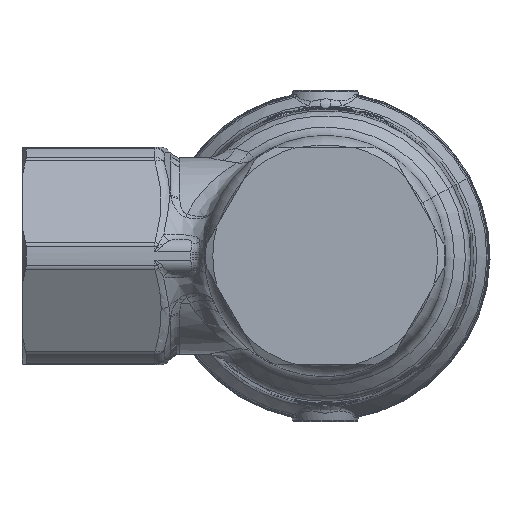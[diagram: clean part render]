
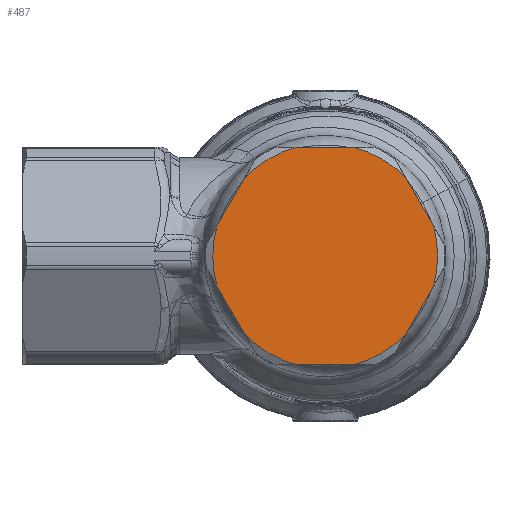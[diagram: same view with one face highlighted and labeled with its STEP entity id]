
A CAD part, front view. The second image highlights one B-rep face of the part: STEP entity #487.
In plain terms, the highlighted planar face has unit normal (0, -1, 0).
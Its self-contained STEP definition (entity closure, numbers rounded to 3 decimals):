
#363=CARTESIAN_POINT('Axis2P3D Location',(0.,-46.,0.)) ;
#367=CARTESIAN_POINT('Vertex',(-15.175,-46.,-4.215)) ;
#369=CARTESIAN_POINT('Vertex',(-15.175,-46.,4.215)) ;
#393=CARTESIAN_POINT('Axis2P3D Location',(-15.75,-46.,0.)) ;
#398=CARTESIAN_POINT('Axis2P3D Location',(0.,-46.,0.)) ;
#402=CARTESIAN_POINT('Vertex',(15.175,-46.,4.215)) ;
#404=CARTESIAN_POINT('Vertex',(15.175,-46.,-4.215)) ;
#407=CARTESIAN_POINT('Line Origine',(13.207,-46.,7.625)) ;
#411=CARTESIAN_POINT('Vertex',(11.238,-46.,11.035)) ;
#414=CARTESIAN_POINT('Axis2P3D Location',(0.,-46.,0.)) ;
#418=CARTESIAN_POINT('Vertex',(3.937,-46.,15.25)) ;
#421=CARTESIAN_POINT('Line Origine',(0.,-46.,15.25)) ;
#425=CARTESIAN_POINT('Vertex',(-3.937,-46.,15.25)) ;
#428=CARTESIAN_POINT('Axis2P3D Location',(0.,-46.,0.)) ;
#432=CARTESIAN_POINT('Vertex',(-11.238,-46.,11.035)) ;
#435=CARTESIAN_POINT('Line Origine',(-13.207,-46.,7.625)) ;
#440=CARTESIAN_POINT('Line Origine',(-13.207,-46.,-7.625)) ;
#444=CARTESIAN_POINT('Vertex',(-11.238,-46.,-11.035)) ;
#447=CARTESIAN_POINT('Axis2P3D Location',(0.,-46.,0.)) ;
#451=CARTESIAN_POINT('Vertex',(-3.937,-46.,-15.25)) ;
#454=CARTESIAN_POINT('Line Origine',(0.,-46.,-15.25)) ;
#458=CARTESIAN_POINT('Vertex',(3.937,-46.,-15.25)) ;
#461=CARTESIAN_POINT('Axis2P3D Location',(0.,-46.,0.)) ;
#465=CARTESIAN_POINT('Vertex',(11.238,-46.,-11.035)) ;
#468=CARTESIAN_POINT('Line Origine',(13.207,-46.,-7.625)) ;
#409=VECTOR('Line Direction',#408,1.) ;
#423=VECTOR('Line Direction',#422,1.) ;
#437=VECTOR('Line Direction',#436,1.) ;
#442=VECTOR('Line Direction',#441,1.) ;
#456=VECTOR('Line Direction',#455,1.) ;
#470=VECTOR('Line Direction',#469,1.) ;
#364=DIRECTION('Axis2P3D Direction',(0.,1.,0.)) ;
#394=DIRECTION('Axis2P3D Direction',(-0.,1.,0.)) ;
#395=DIRECTION('Axis2P3D XDirection',(1.,0.,0.)) ;
#399=DIRECTION('Axis2P3D Direction',(-0.,1.,0.)) ;
#408=DIRECTION('Vector Direction',(-0.5,0.,0.866)) ;
#415=DIRECTION('Axis2P3D Direction',(-0.,1.,0.)) ;
#422=DIRECTION('Vector Direction',(1.,0.,0.)) ;
#429=DIRECTION('Axis2P3D Direction',(-0.,1.,0.)) ;
#436=DIRECTION('Vector Direction',(0.5,0.,0.866)) ;
#441=DIRECTION('Vector Direction',(0.5,0.,-0.866)) ;
#448=DIRECTION('Axis2P3D Direction',(-0.,1.,0.)) ;
#455=DIRECTION('Vector Direction',(-1.,0.,0.)) ;
#462=DIRECTION('Axis2P3D Direction',(-0.,1.,0.)) ;
#469=DIRECTION('Vector Direction',(-0.5,0.,-0.866)) ;
#365=AXIS2_PLACEMENT_3D('Circle Axis2P3D',#363,#364,$) ;
#396=AXIS2_PLACEMENT_3D('Plane Axis2P3D',#393,#394,#395) ;
#400=AXIS2_PLACEMENT_3D('Circle Axis2P3D',#398,#399,$) ;
#416=AXIS2_PLACEMENT_3D('Circle Axis2P3D',#414,#415,$) ;
#430=AXIS2_PLACEMENT_3D('Circle Axis2P3D',#428,#429,$) ;
#449=AXIS2_PLACEMENT_3D('Circle Axis2P3D',#447,#448,$) ;
#463=AXIS2_PLACEMENT_3D('Circle Axis2P3D',#461,#462,$) ;
#410=LINE('Line',#407,#409) ;
#424=LINE('Line',#421,#423) ;
#438=LINE('Line',#435,#437) ;
#443=LINE('Line',#440,#442) ;
#457=LINE('Line',#454,#456) ;
#471=LINE('Line',#468,#470) ;
#366=CIRCLE('generated circle',#365,15.75) ;
#401=CIRCLE('generated circle',#400,15.75) ;
#417=CIRCLE('generated circle',#416,15.75) ;
#431=CIRCLE('generated circle',#430,15.75) ;
#450=CIRCLE('generated circle',#449,15.75) ;
#464=CIRCLE('generated circle',#463,15.75) ;
#397=PLANE('',#396) ;
#371=EDGE_CURVE('',#368,#370,#366,.T.) ;
#406=EDGE_CURVE('',#403,#405,#401,.T.) ;
#413=EDGE_CURVE('',#403,#412,#410,.T.) ;
#420=EDGE_CURVE('',#419,#412,#417,.T.) ;
#427=EDGE_CURVE('',#426,#419,#424,.T.) ;
#434=EDGE_CURVE('',#433,#426,#431,.T.) ;
#439=EDGE_CURVE('',#370,#433,#438,.T.) ;
#446=EDGE_CURVE('',#368,#445,#443,.T.) ;
#453=EDGE_CURVE('',#452,#445,#450,.T.) ;
#460=EDGE_CURVE('',#459,#452,#457,.T.) ;
#467=EDGE_CURVE('',#466,#459,#464,.T.) ;
#472=EDGE_CURVE('',#405,#466,#471,.T.) ;
#474=ORIENTED_EDGE('',*,*,#406,.F.) ;
#475=ORIENTED_EDGE('',*,*,#413,.T.) ;
#476=ORIENTED_EDGE('',*,*,#420,.F.) ;
#477=ORIENTED_EDGE('',*,*,#427,.F.) ;
#478=ORIENTED_EDGE('',*,*,#434,.F.) ;
#479=ORIENTED_EDGE('',*,*,#439,.F.) ;
#480=ORIENTED_EDGE('',*,*,#371,.F.) ;
#481=ORIENTED_EDGE('',*,*,#446,.T.) ;
#482=ORIENTED_EDGE('',*,*,#453,.F.) ;
#483=ORIENTED_EDGE('',*,*,#460,.F.) ;
#484=ORIENTED_EDGE('',*,*,#467,.F.) ;
#485=ORIENTED_EDGE('',*,*,#472,.F.) ;
#473=EDGE_LOOP('',(#474,#475,#476,#477,#478,#479,#480,#481,#482,#483,#484,#485)) ;
#368=VERTEX_POINT('',#367) ;
#370=VERTEX_POINT('',#369) ;
#403=VERTEX_POINT('',#402) ;
#405=VERTEX_POINT('',#404) ;
#412=VERTEX_POINT('',#411) ;
#419=VERTEX_POINT('',#418) ;
#426=VERTEX_POINT('',#425) ;
#433=VERTEX_POINT('',#432) ;
#445=VERTEX_POINT('',#444) ;
#452=VERTEX_POINT('',#451) ;
#459=VERTEX_POINT('',#458) ;
#466=VERTEX_POINT('',#465) ;
#487=ADVANCED_FACE('PartBody',(#486),#397,.F.) ;
#486=FACE_OUTER_BOUND('',#473,.T.) ;
